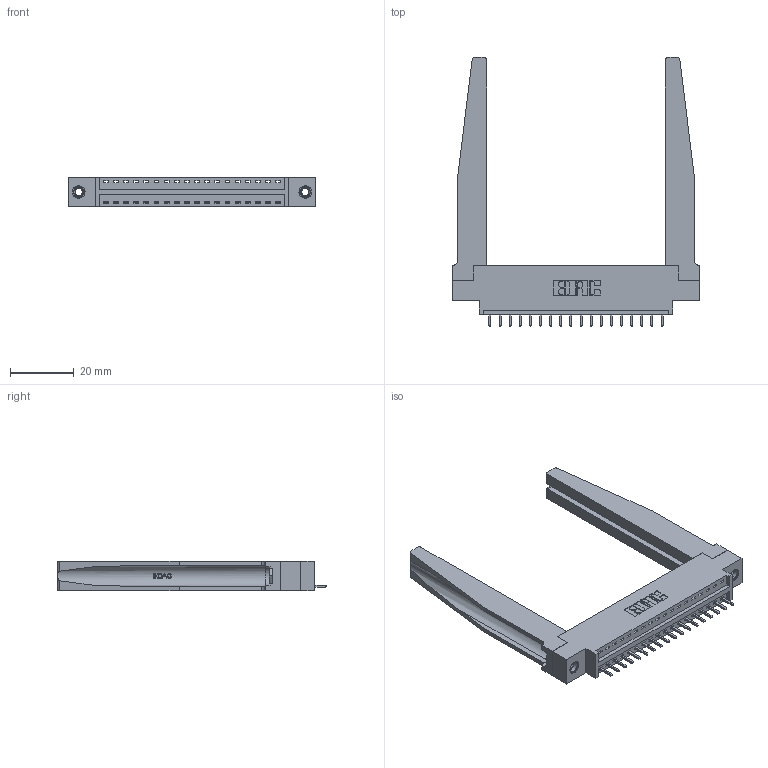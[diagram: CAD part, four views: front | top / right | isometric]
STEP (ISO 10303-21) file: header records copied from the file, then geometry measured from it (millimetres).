
FILE_DESCRIPTION (( 'STEP AP203' ), '1' );
FILE_NAME ('346-018-521-678.STEP', '2022-05-05T13:59:53', ( '' ), ( '' ), 'SwSTEP 2.0', 'SolidWorks 2020', '' );
FILE_SCHEMA (( 'CONFIG_CONTROL_DESIGN' ));
Length unit declared in the file: inch
Products named in the file (5): 346 Part_0.170 Offset - 0.156 Dia-TH; 345-292-001_345-293-121; 346-220-078_345-220-078; 345-250-001_345-250-001-102; 346-018-521-678
Assembly tree (23 placements, depth 2):
  346-018-521-678
    346 Part_0.170 Offset - 0.156 Dia-TH
    345-292-001_345-293-121  x18
    346-220-078_345-220-078  x2
    345-250-001_345-250-001-102  x2
Bounding box: 77.72 x 84.33 x 9.4 mm (x, y, z)
Volume: 13959.5 mm3; surface area: 15082.4 mm2
Topology: 23 solids, 23 shells, 1418 faces, 4153 edges, 2734 vertices
Faces by surface type: plane 956, cylinder 410, bspline 36, cone 12, torus 4
Entity records: 19716 total; most frequent: CARTESIAN_POINT 4303, ORIENTED_EDGE 3142, DIRECTION 2809, EDGE_CURVE 1571, LINE 1273, VECTOR 1273, VERTEX_POINT 1040, AXIS2_PLACEMENT_3D 768
